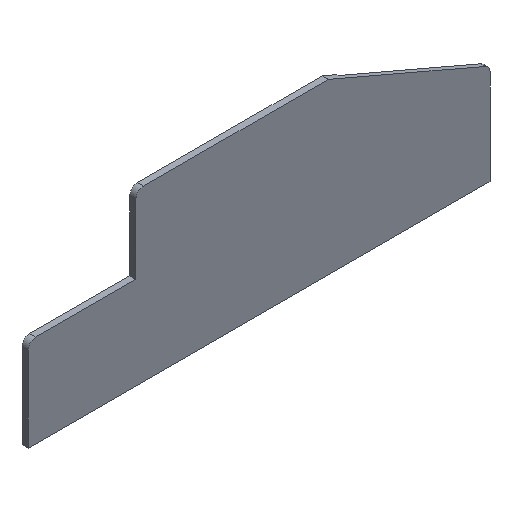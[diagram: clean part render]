
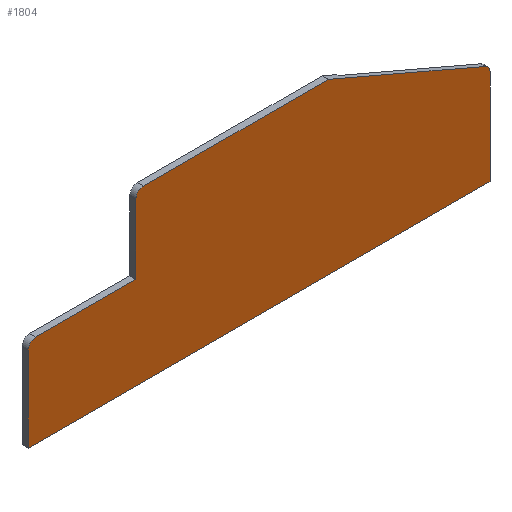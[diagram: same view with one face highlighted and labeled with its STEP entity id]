
A CAD part, isometric view. The second image highlights one B-rep face of the part: STEP entity #1804.
In plain terms, the highlighted planar face has unit normal (0, -1, 0).
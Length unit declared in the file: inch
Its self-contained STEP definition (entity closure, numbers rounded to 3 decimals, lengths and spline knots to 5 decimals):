
#22 = VECTOR ( 'NONE', #3464, 39.37008 ) ;
#62 = LINE ( 'NONE', #1227, #3616 ) ;
#204 = CARTESIAN_POINT ( 'NONE',  ( -0.25, 0., 3.08515 ) ) ;
#240 = CARTESIAN_POINT ( 'NONE',  ( -11.25, 0., 5.25 ) ) ;
#262 = CARTESIAN_POINT ( 'NONE',  ( -15., 0., 2.75 ) ) ;
#291 = CARTESIAN_POINT ( 'NONE',  ( -14.75, 0., 2.75 ) ) ;
#294 = VECTOR ( 'NONE', #669, 39.37008 ) ;
#473 = VERTEX_POINT ( 'NONE', #1521 ) ;
#651 = LINE ( 'NONE', #1420, #4779 ) ;
#669 = DIRECTION ( 'NONE',  ( -1., 0., 0. ) ) ;
#748 = ORIENTED_EDGE ( 'NONE', *, *, #3833, .T. ) ;
#953 = AXIS2_PLACEMENT_3D ( 'NONE', #3631, #2963, #2485 ) ;
#971 = LINE ( 'NONE', #262, #2315 ) ;
#992 = CARTESIAN_POINT ( 'NONE',  ( -11.5, 0., 3. ) ) ;
#1059 = ORIENTED_EDGE ( 'NONE', *, *, #3317, .T. ) ;
#1076 = DIRECTION ( 'NONE',  ( -1., 0., 0. ) ) ;
#1227 = CARTESIAN_POINT ( 'NONE',  ( 0., 0., 0. ) ) ;
#1343 = ORIENTED_EDGE ( 'NONE', *, *, #2620, .T. ) ;
#1375 = ORIENTED_EDGE ( 'NONE', *, *, #2958, .T. ) ;
#1420 = CARTESIAN_POINT ( 'NONE',  ( -11.5, 0., 3. ) ) ;
#1425 = DIRECTION ( 'NONE',  ( 0., -1., 0. ) ) ;
#1521 = CARTESIAN_POINT ( 'NONE',  ( -15., 0., 0. ) ) ;
#1550 = CARTESIAN_POINT ( 'NONE',  ( -14.75, 0., 3. ) ) ;
#1551 = ORIENTED_EDGE ( 'NONE', *, *, #3218, .T. ) ;
#1690 = CARTESIAN_POINT ( 'NONE',  ( -15., 0., 2.75 ) ) ;
#1719 = VERTEX_POINT ( 'NONE', #3132 ) ;
#1721 = VERTEX_POINT ( 'NONE', #1690 ) ;
#1763 = FACE_OUTER_BOUND ( 'NONE', #3543, .T. ) ;
#1804 = ADVANCED_FACE ( 'NONE', ( #1763 ), #3337, .F. ) ;
#1927 = CIRCLE ( 'NONE', #3988, 0.25 ) ;
#1938 = CARTESIAN_POINT ( 'NONE',  ( -15., 0., 0. ) ) ;
#1943 = ORIENTED_EDGE ( 'NONE', *, *, #2517, .T. ) ;
#2022 = CIRCLE ( 'NONE', #3540, 0.25 ) ;
#2124 = LINE ( 'NONE', #2503, #3039 ) ;
#2150 = CARTESIAN_POINT ( 'NONE',  ( -11.5, 0., 5.25 ) ) ;
#2161 = EDGE_CURVE ( 'NONE', #4898, #2596, #2874, .T. ) ;
#2180 = VERTEX_POINT ( 'NONE', #3708 ) ;
#2183 = DIRECTION ( 'NONE',  ( 0., 0., -1. ) ) ;
#2220 = ORIENTED_EDGE ( 'NONE', *, *, #4372, .T. ) ;
#2315 = VECTOR ( 'NONE', #2183, 39.37008 ) ;
#2485 = DIRECTION ( 'NONE',  ( -1., 0., 0. ) ) ;
#2502 = CARTESIAN_POINT ( 'NONE',  ( -5.25, 0., 5.5 ) ) ;
#2503 = CARTESIAN_POINT ( 'NONE',  ( -0.15152, 0., 3.31494 ) ) ;
#2517 = EDGE_CURVE ( 'NONE', #2596, #3316, #2022, .T. ) ;
#2556 = DIRECTION ( 'NONE',  ( -0.919, 0., 0.394 ) ) ;
#2558 = CIRCLE ( 'NONE', #2872, 0.25 ) ;
#2586 = VERTEX_POINT ( 'NONE', #1550 ) ;
#2596 = VERTEX_POINT ( 'NONE', #4607 ) ;
#2620 = EDGE_CURVE ( 'NONE', #4461, #1719, #62, .T. ) ;
#2829 = DIRECTION ( 'NONE',  ( 0., -1., 0. ) ) ;
#2872 = AXIS2_PLACEMENT_3D ( 'NONE', #291, #3689, #4088 ) ;
#2874 = LINE ( 'NONE', #2502, #294 ) ;
#2941 = DIRECTION ( 'NONE',  ( 0., 0., -1. ) ) ;
#2958 = EDGE_CURVE ( 'NONE', #1721, #473, #971, .T. ) ;
#2963 = DIRECTION ( 'NONE',  ( 0., 1., 0. ) ) ;
#3039 = VECTOR ( 'NONE', #2556, 39.37008 ) ;
#3106 = DIRECTION ( 'NONE',  ( 0., 0., -1. ) ) ;
#3132 = CARTESIAN_POINT ( 'NONE',  ( 0., 0., 3.08515 ) ) ;
#3179 = VECTOR ( 'NONE', #3426, 39.37008 ) ;
#3218 = EDGE_CURVE ( 'NONE', #1719, #2180, #1927, .T. ) ;
#3256 = ORIENTED_EDGE ( 'NONE', *, *, #4172, .T. ) ;
#3270 = CARTESIAN_POINT ( 'NONE',  ( -5.25, 0., 5.5 ) ) ;
#3316 = VERTEX_POINT ( 'NONE', #2150 ) ;
#3317 = EDGE_CURVE ( 'NONE', #2180, #4898, #2124, .T. ) ;
#3337 = PLANE ( 'NONE',  #953 ) ;
#3426 = DIRECTION ( 'NONE',  ( 0., 0., -1. ) ) ;
#3433 = ORIENTED_EDGE ( 'NONE', *, *, #2161, .T. ) ;
#3464 = DIRECTION ( 'NONE',  ( 1., 0., 0. ) ) ;
#3533 = CARTESIAN_POINT ( 'NONE',  ( 0., 0., 0. ) ) ;
#3540 = AXIS2_PLACEMENT_3D ( 'NONE', #240, #1425, #2941 ) ;
#3543 = EDGE_LOOP ( 'NONE', ( #3761, #1375, #2220, #1343, #1551, #1059, #3433, #1943, #748, #3256 ) ) ;
#3616 = VECTOR ( 'NONE', #4215, 39.37008 ) ;
#3631 = CARTESIAN_POINT ( 'NONE',  ( -15., 0., 5.5 ) ) ;
#3689 = DIRECTION ( 'NONE',  ( 0., -1., 0. ) ) ;
#3708 = CARTESIAN_POINT ( 'NONE',  ( -0.15152, 0., 3.31494 ) ) ;
#3761 = ORIENTED_EDGE ( 'NONE', *, *, #4196, .T. ) ;
#3833 = EDGE_CURVE ( 'NONE', #3316, #4612, #4150, .T. ) ;
#3988 = AXIS2_PLACEMENT_3D ( 'NONE', #204, #2829, #3106 ) ;
#4088 = DIRECTION ( 'NONE',  ( 0., 0., -1. ) ) ;
#4150 = LINE ( 'NONE', #4545, #3179 ) ;
#4172 = EDGE_CURVE ( 'NONE', #4612, #2586, #651, .T. ) ;
#4196 = EDGE_CURVE ( 'NONE', #2586, #1721, #2558, .T. ) ;
#4215 = DIRECTION ( 'NONE',  ( 0., 0., 1. ) ) ;
#4372 = EDGE_CURVE ( 'NONE', #473, #4461, #4903, .T. ) ;
#4461 = VERTEX_POINT ( 'NONE', #3533 ) ;
#4545 = CARTESIAN_POINT ( 'NONE',  ( -11.5, 0., 5.25 ) ) ;
#4607 = CARTESIAN_POINT ( 'NONE',  ( -11.25, 0., 5.5 ) ) ;
#4612 = VERTEX_POINT ( 'NONE', #992 ) ;
#4779 = VECTOR ( 'NONE', #1076, 39.37008 ) ;
#4898 = VERTEX_POINT ( 'NONE', #3270 ) ;
#4903 = LINE ( 'NONE', #1938, #22 ) ;
